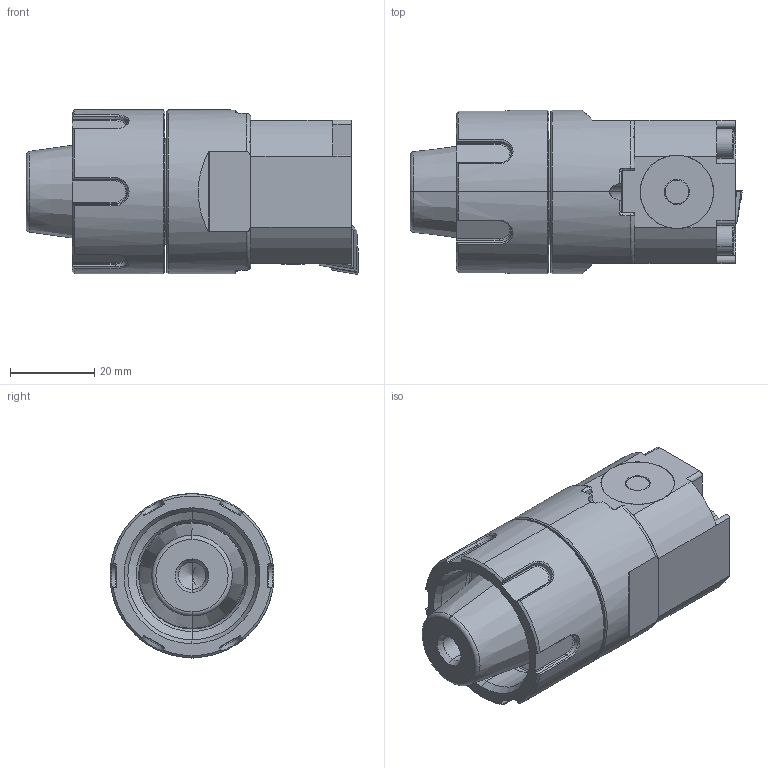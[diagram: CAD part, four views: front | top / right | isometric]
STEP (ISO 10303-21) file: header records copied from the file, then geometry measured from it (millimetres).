
FILE_DESCRIPTION (( 'STEP AP203' ), '1' );
FILE_NAME ('SE1-EH1.001.070-H.STEP', '2017-11-17T13:46:27', ( 'SWIAdmin' ), ( 'Hewlett-Packard Company' ), 'SwSTEP 2.0', 'SolidWorks 2017', '' );
FILE_SCHEMA (( 'CONFIG_CONTROL_DESIGN' ));
Length unit declared in the file: millimetre
Products named in the file (18): Exx-EH1.038.023_BG1; WCA-ER2.001.005_A; ISO 4762 - M4 x 25; EH1-WCA.016.024; E25-EH1.K01.059_D; SE1-EH1.001.070-H; EH1-BG1.013.034_A; MSX-ER1.XXX.XXX_A_Mutter Spannzangenkegel E25; DIN 5401-03; Exx-EH1.038.023_B; DIN 3771 - 11x1; EH1-BG1.016.010_B; BN 1375 - ø16xø8.2x0.4_vorgespannt; EH1-WCA.016.024_A_fertigbearbeitet; ISO 4026 - M5 x 10; CCMT060204; ISO 2338 - 2 h8 x 10; DIN 3771 - 13x2
Assembly tree (34 placements, depth 4):
  SE1-EH1.001.070-H
    E25-EH1.K01.059_D
    MSX-ER1.XXX.XXX_A_Mutter Spannzangenkegel E25
    Exx-EH1.038.023_BG1
      Exx-EH1.038.023_B
      EH1-BG1.016.010_B
      EH1-WCA.016.024
        EH1-WCA.016.024_A_fertigbearbeitet
        CCMT060204
        DIN 3771 - 13x2
        WCA-ER2.001.005_A
      EH1-BG1.013.034_A
      DIN 5401-03  x10
      DIN 3771 - 11x1
      BN 1375 - ø16xø8.2x0.4_vorgespannt  x6
      ISO 4026 - M5 x 10
      ISO 2338 - 2 h8 x 10
    ISO 4762 - M4 x 25  x4
Bounding box: 79 x 39 x 39.15 mm (x, y, z)
Volume: 65848.2 mm3; surface area: 33706.6 mm2
Topology: 32 solids, 32 shells, 1252 faces, 3216 edges, 2017 vertices
Faces by surface type: plane 547, cone 230, cylinder 218, bspline 142, torus 93, sphere 22
Entity records: 43550 total; most frequent: CARTESIAN_POINT 15377, ORIENTED_EDGE 5744, DIRECTION 4831, EDGE_CURVE 2872, VERTEX_POINT 1830, AXIS2_PLACEMENT_3D 1760, VECTOR 1311, LINE 1311
